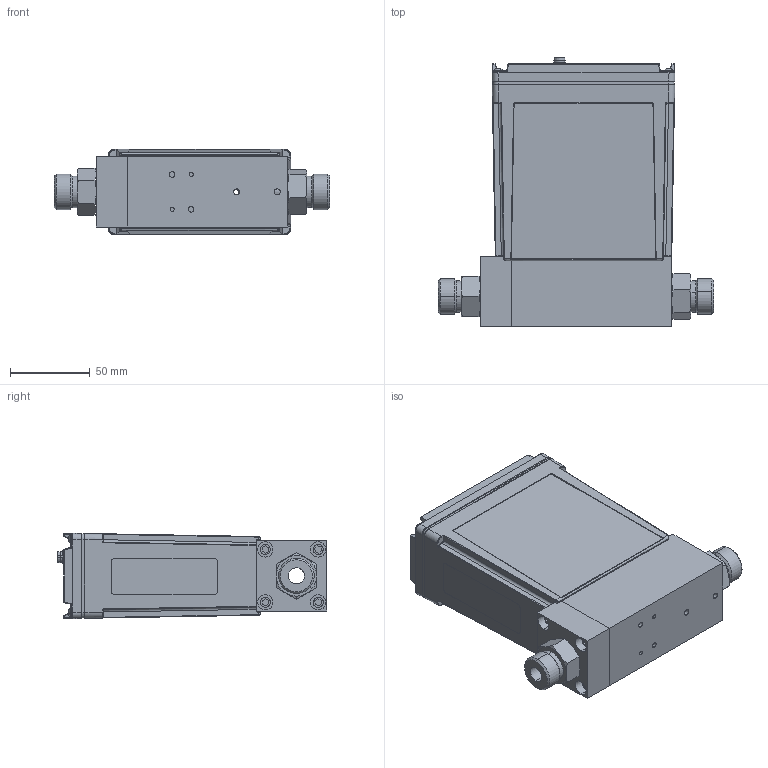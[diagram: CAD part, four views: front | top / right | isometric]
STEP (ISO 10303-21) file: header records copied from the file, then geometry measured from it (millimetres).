
FILE_DESCRIPTION (( 'STEP AP214' ), '1' );
FILE_NAME ('GE250-8VCO-ETHERCAT.STEP', '2016-08-08T13:10:35', ( 'MKS' ), ( 'MKS' ), 'SwSTEP 2.0', 'SolidWorks 2015', '' );
FILE_SCHEMA (( 'AUTOMOTIVE_DESIGN' ));
Length unit declared in the file: millimetre
Products named in the file (1): GE250-8VCO-ETHERCAT
Bounding box: 172.24 x 168.73 x 53.35 mm (x, y, z)
Surface area: 105447.1 mm2 (no closed solid volume)
Topology: 0 solids, 48 shells, 623 faces, 2036 edges, 1379 vertices
Faces by surface type: plane 257, cylinder 234, bspline 58, cone 35, sphere 23, torus 16
Entity records: 30981 total; most frequent: CARTESIAN_POINT 7331, DIRECTION 3525, ORIENTED_EDGE 3127, EDGE_CURVE 2005, VERTEX_POINT 1374, AXIS2_PLACEMENT_3D 1246, LINE 1033, VECTOR 1033
